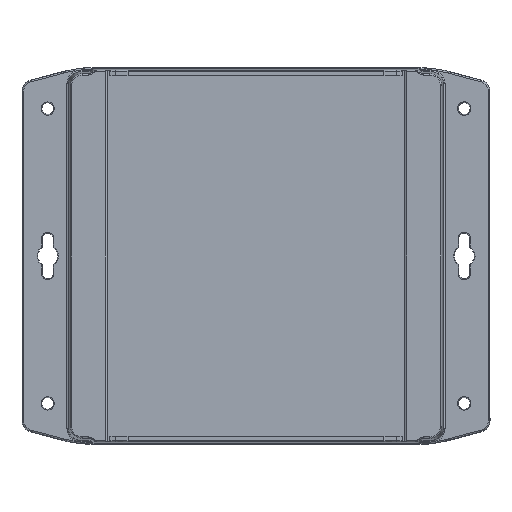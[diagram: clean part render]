
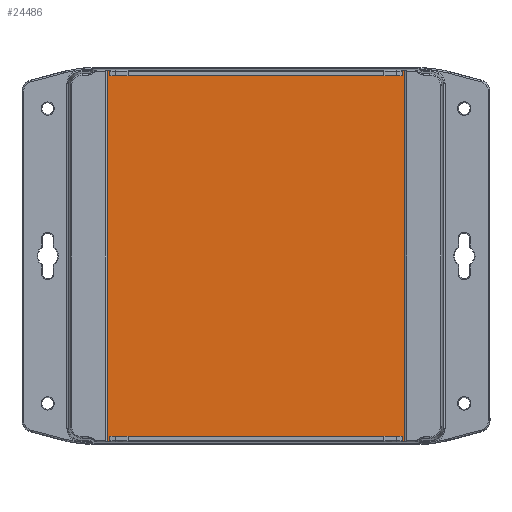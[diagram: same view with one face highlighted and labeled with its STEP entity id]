
A CAD part, front view. The second image highlights one B-rep face of the part: STEP entity #24486.
In plain terms, the highlighted planar face has unit normal (0, -1, 0).
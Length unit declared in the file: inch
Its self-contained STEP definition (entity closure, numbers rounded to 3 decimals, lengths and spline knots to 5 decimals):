
#273 = ORIENTED_EDGE ( 'NONE', *, *, #57677, .F. ) ;
#2915 = DIRECTION ( 'NONE',  ( 0., 1., 0. ) ) ;
#3424 = PLANE ( 'NONE',  #59417 ) ;
#5120 = VERTEX_POINT ( 'NONE', #29430 ) ;
#6075 = EDGE_CURVE ( 'NONE', #32557, #84771, #27969, .T. ) ;
#8203 = LINE ( 'NONE', #55684, #12643 ) ;
#8366 = DIRECTION ( 'NONE',  ( 0., 0., 1. ) ) ;
#9176 = LINE ( 'NONE', #66111, #97672 ) ;
#9506 = EDGE_CURVE ( 'NONE', #18940, #21339, #54807, .T. ) ;
#10507 = CARTESIAN_POINT ( 'NONE',  ( 2.46063, -0.81496, 3.12183 ) ) ;
#12235 = VERTEX_POINT ( 'NONE', #31386 ) ;
#12643 = VECTOR ( 'NONE', #87901, 39.37008 ) ;
#16254 = DIRECTION ( 'NONE',  ( 1., 0., 0. ) ) ;
#18940 = VERTEX_POINT ( 'NONE', #69568 ) ;
#19917 = DIRECTION ( 'NONE',  ( 0., 0., -1. ) ) ;
#21339 = VERTEX_POINT ( 'NONE', #94363 ) ;
#23990 = VECTOR ( 'NONE', #70137, 39.37008 ) ;
#24486 = ADVANCED_FACE ( 'NONE', ( #43007 ), #3424, .F. ) ;
#25981 = CARTESIAN_POINT ( 'NONE',  ( -2.46063, -0.81496, -3.12577 ) ) ;
#27969 = LINE ( 'NONE', #86010, #23990 ) ;
#29333 = EDGE_CURVE ( 'NONE', #32160, #12235, #72194, .T. ) ;
#29430 = CARTESIAN_POINT ( 'NONE',  ( 2.46063, -0.81496, 3.0315 ) ) ;
#29511 = CARTESIAN_POINT ( 'NONE',  ( -2.5, -0.81496, -3.12577 ) ) ;
#31386 = CARTESIAN_POINT ( 'NONE',  ( 2.46063, -0.81496, -3.0315 ) ) ;
#32160 = VERTEX_POINT ( 'NONE', #54132 ) ;
#32557 = VERTEX_POINT ( 'NONE', #80891 ) ;
#33789 = LINE ( 'NONE', #89786, #62290 ) ;
#33908 = DIRECTION ( 'NONE',  ( -1., 0., 0. ) ) ;
#34403 = VERTEX_POINT ( 'NONE', #93444 ) ;
#34541 = DIRECTION ( 'NONE',  ( 0., 0., -1. ) ) ;
#36239 = CARTESIAN_POINT ( 'NONE',  ( -2.5, -0.81496, 0. ) ) ;
#36368 = EDGE_CURVE ( 'NONE', #12235, #88893, #61102, .T. ) ;
#38678 = LINE ( 'NONE', #63471, #103326 ) ;
#39495 = CARTESIAN_POINT ( 'NONE',  ( 2.46063, -0.81496, -3.0315 ) ) ;
#41100 = DIRECTION ( 'NONE',  ( 0., 0., 1. ) ) ;
#41160 = CARTESIAN_POINT ( 'NONE',  ( 2.5, -0.81496, 0. ) ) ;
#41230 = ORIENTED_EDGE ( 'NONE', *, *, #75061, .F. ) ;
#41300 = ORIENTED_EDGE ( 'NONE', *, *, #6075, .F. ) ;
#42738 = DIRECTION ( 'NONE',  ( 0., 0., 1. ) ) ;
#42890 = ORIENTED_EDGE ( 'NONE', *, *, #86468, .F. ) ;
#43007 = FACE_OUTER_BOUND ( 'NONE', #61229, .T. ) ;
#44843 = DIRECTION ( 'NONE',  ( -1., 0., 0. ) ) ;
#47413 = VERTEX_POINT ( 'NONE', #25981 ) ;
#49650 = DIRECTION ( 'NONE',  ( 0., 0., -1. ) ) ;
#50137 = ORIENTED_EDGE ( 'NONE', *, *, #9506, .F. ) ;
#51691 = LINE ( 'NONE', #41160, #100343 ) ;
#52675 = DIRECTION ( 'NONE',  ( -1., 0., 0. ) ) ;
#54132 = CARTESIAN_POINT ( 'NONE',  ( 2.46063, -0.81496, -3.12577 ) ) ;
#54296 = ORIENTED_EDGE ( 'NONE', *, *, #102444, .F. ) ;
#54807 = LINE ( 'NONE', #56332, #90027 ) ;
#55684 = CARTESIAN_POINT ( 'NONE',  ( -2.46063, -0.81496, -3.12183 ) ) ;
#56332 = CARTESIAN_POINT ( 'NONE',  ( -2.5, -0.81496, 3.12577 ) ) ;
#57677 = EDGE_CURVE ( 'NONE', #58063, #5120, #38678, .T. ) ;
#58063 = VERTEX_POINT ( 'NONE', #89462 ) ;
#59417 = AXIS2_PLACEMENT_3D ( 'NONE', #67762, #2915, #34541 ) ;
#61102 = LINE ( 'NONE', #76958, #96655 ) ;
#61229 = EDGE_LOOP ( 'NONE', ( #50137, #104218, #79946, #42890, #88425, #99959, #41230, #99424, #41300, #89665, #273, #54296 ) ) ;
#61435 = VECTOR ( 'NONE', #8366, 39.37008 ) ;
#62290 = VECTOR ( 'NONE', #49650, 39.37008 ) ;
#62324 = EDGE_CURVE ( 'NONE', #34403, #84771, #51691, .T. ) ;
#62733 = LINE ( 'NONE', #29511, #94129 ) ;
#63471 = CARTESIAN_POINT ( 'NONE',  ( 2.46063, -0.81496, 3.0315 ) ) ;
#65704 = CARTESIAN_POINT ( 'NONE',  ( -2.46063, -0.81496, -3.0315 ) ) ;
#66111 = CARTESIAN_POINT ( 'NONE',  ( -2.5, -0.81496, -3.12577 ) ) ;
#67762 = CARTESIAN_POINT ( 'NONE',  ( -2.5, -0.81496, 0. ) ) ;
#67901 = LINE ( 'NONE', #36239, #69380 ) ;
#69380 = VECTOR ( 'NONE', #19917, 39.37008 ) ;
#69568 = CARTESIAN_POINT ( 'NONE',  ( -2.5, -0.81496, 3.12577 ) ) ;
#69608 = EDGE_CURVE ( 'NONE', #5120, #32557, #82808, .T. ) ;
#70137 = DIRECTION ( 'NONE',  ( 1., 0., 0. ) ) ;
#72194 = LINE ( 'NONE', #39495, #61435 ) ;
#75061 = EDGE_CURVE ( 'NONE', #34403, #32160, #62733, .T. ) ;
#76958 = CARTESIAN_POINT ( 'NONE',  ( -2.46063, -0.81496, -3.0315 ) ) ;
#79837 = DIRECTION ( 'NONE',  ( 1., 0., 0. ) ) ;
#79946 = ORIENTED_EDGE ( 'NONE', *, *, #101857, .F. ) ;
#80206 = EDGE_CURVE ( 'NONE', #18940, #88668, #67901, .T. ) ;
#80891 = CARTESIAN_POINT ( 'NONE',  ( 2.46063, -0.81496, 3.12577 ) ) ;
#82808 = LINE ( 'NONE', #10507, #100695 ) ;
#83367 = CARTESIAN_POINT ( 'NONE',  ( 2.5, -0.81496, 3.12577 ) ) ;
#84771 = VERTEX_POINT ( 'NONE', #83367 ) ;
#86010 = CARTESIAN_POINT ( 'NONE',  ( -2.5, -0.81496, 3.12577 ) ) ;
#86468 = EDGE_CURVE ( 'NONE', #88893, #47413, #8203, .T. ) ;
#87901 = DIRECTION ( 'NONE',  ( 0., 0., -1. ) ) ;
#88425 = ORIENTED_EDGE ( 'NONE', *, *, #36368, .F. ) ;
#88668 = VERTEX_POINT ( 'NONE', #95370 ) ;
#88893 = VERTEX_POINT ( 'NONE', #65704 ) ;
#89462 = CARTESIAN_POINT ( 'NONE',  ( -2.46063, -0.81496, 3.0315 ) ) ;
#89665 = ORIENTED_EDGE ( 'NONE', *, *, #69608, .F. ) ;
#89786 = CARTESIAN_POINT ( 'NONE',  ( -2.46063, -0.81496, 3.0315 ) ) ;
#90027 = VECTOR ( 'NONE', #16254, 39.37008 ) ;
#93444 = CARTESIAN_POINT ( 'NONE',  ( 2.5, -0.81496, -3.12577 ) ) ;
#94129 = VECTOR ( 'NONE', #44843, 39.37008 ) ;
#94363 = CARTESIAN_POINT ( 'NONE',  ( -2.46063, -0.81496, 3.12577 ) ) ;
#95370 = CARTESIAN_POINT ( 'NONE',  ( -2.5, -0.81496, -3.12577 ) ) ;
#96655 = VECTOR ( 'NONE', #52675, 39.37008 ) ;
#97672 = VECTOR ( 'NONE', #33908, 39.37008 ) ;
#99424 = ORIENTED_EDGE ( 'NONE', *, *, #62324, .T. ) ;
#99959 = ORIENTED_EDGE ( 'NONE', *, *, #29333, .F. ) ;
#100343 = VECTOR ( 'NONE', #42738, 39.37008 ) ;
#100695 = VECTOR ( 'NONE', #41100, 39.37008 ) ;
#101857 = EDGE_CURVE ( 'NONE', #47413, #88668, #9176, .T. ) ;
#102444 = EDGE_CURVE ( 'NONE', #21339, #58063, #33789, .T. ) ;
#103326 = VECTOR ( 'NONE', #79837, 39.37008 ) ;
#104218 = ORIENTED_EDGE ( 'NONE', *, *, #80206, .T. ) ;
